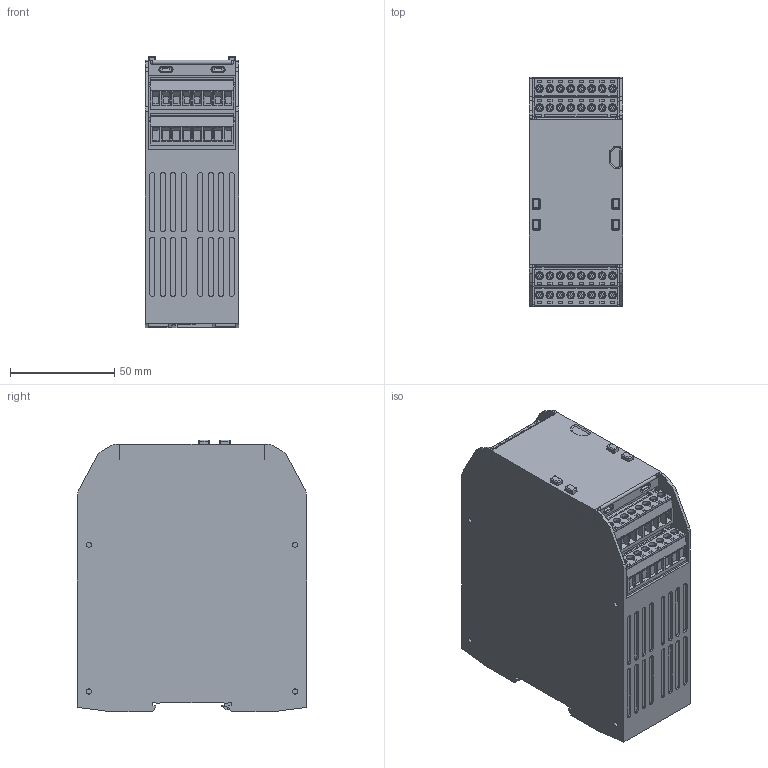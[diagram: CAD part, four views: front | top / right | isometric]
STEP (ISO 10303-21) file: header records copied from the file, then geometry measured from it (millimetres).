
FILE_DESCRIPTION((''),'2;1');
FILE_NAME('174023_SM01_ASM','2022-04-25T10:46:33',('PDMAdmin'),('BANNER ENGINEERING'),'CREO PARAMETRIC BY PTC INC, 2019292','CREO PARAMETRIC BY PTC INC, 2019292','');
FILE_SCHEMA(('CONFIG_CONTROL_DESIGN'));
Products named in the file (2): 174023_EP01; 174023_SM01_ASM
Assembly tree (1 placements, depth 2):
  174023_SM01_ASM
    174023_EP01
Bounding box: 45 x 110.1 x 130.42 mm (x, y, z)
Volume: 583883.3 mm3; surface area: 64926.7 mm2
Topology: 1 solids, 1 shells, 2568 faces, 6821 edges, 4404 vertices
Faces by surface type: plane 1866, cylinder 473, torus 136, cone 73, sphere 20
Entity records: 81737 total; most frequent: CARTESIAN_POINT 17216, ORIENTED_EDGE 13634, DIRECTION 13011, EDGE_CURVE 6817, VECTOR 5111, LINE 5111, VERTEX_POINT 4404, AXIS2_PLACEMENT_3D 3950
